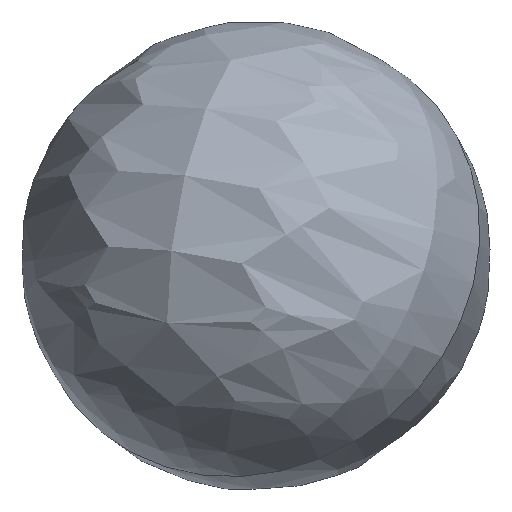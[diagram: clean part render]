
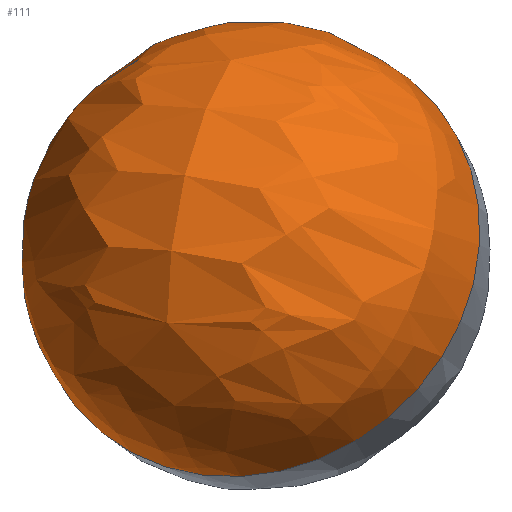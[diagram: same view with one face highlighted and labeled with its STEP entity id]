
A CAD part, isometric view. The second image highlights one B-rep face of the part: STEP entity #111.
In plain terms, the highlighted free-form (B-spline) face has degree [3, 3] with [4, 4] control points.
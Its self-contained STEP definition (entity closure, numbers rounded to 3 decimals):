
#13 =( BOUNDED_SURFACE ( )  B_SPLINE_SURFACE ( 3, 3, ( 
 ( #71, #57, #68, #82 ),
 ( #18, #103, #122, #83 ),
 ( #19, #134, #31, #70 ),
 ( #148, #77, #100, #128 ) ),
 .UNSPECIFIED., .F., .F., .F. ) 
 B_SPLINE_SURFACE_WITH_KNOTS ( ( 4, 4 ),
 ( 4, 4 ),
 ( 0., 1. ),
 ( 0., 1. ),
 .UNSPECIFIED. ) 
 GEOMETRIC_REPRESENTATION_ITEM ( )  RATIONAL_B_SPLINE_SURFACE ( (
 ( 1., 0.333, 0.333, 1.),
 ( 0.333, 0.111, 0.111, 0.333),
 ( 0.333, 0.111, 0.111, 0.333),
 ( 1., 0.333, 0.333, 1.) ) ) 
 REPRESENTATION_ITEM ( '' )  SURFACE ( )  );
#18 = CARTESIAN_POINT ( 'NONE',  ( 5.701, 21.617, 11.804 ) ) ;
#19 = CARTESIAN_POINT ( 'NONE',  ( 1.231, 19.184, 8.006 ) ) ;
#24 = CIRCLE ( 'NONE', #59, 3.175 ) ;
#31 = CARTESIAN_POINT ( 'NONE',  ( -1.163, 5.61, 19.522 ) ) ;
#39 = VERTEX_POINT ( 'NONE', #138 ) ;
#50 = CARTESIAN_POINT ( 'NONE',  ( 6., 14.623, 10.624 ) ) ;
#51 = DIRECTION ( 'NONE',  ( 0.704, 0.383, 0.598 ) ) ;
#52 = DIRECTION ( 'NONE',  ( 0.704, 0.383, 0.598 ) ) ;
#57 = CARTESIAN_POINT ( 'NONE',  ( 8.235, 15.84, 12.523 ) ) ;
#59 = AXIS2_PLACEMENT_3D ( 'NONE', #50, #115, #51 ) ;
#66 = CIRCLE ( 'NONE', #135, 3.175 ) ;
#68 = CARTESIAN_POINT ( 'NONE',  ( 8.235, 15.84, 12.523 ) ) ;
#70 = CARTESIAN_POINT ( 'NONE',  ( 6.299, 7.629, 9.445 ) ) ;
#71 = CARTESIAN_POINT ( 'NONE',  ( 8.235, 15.84, 12.523 ) ) ;
#74 = CARTESIAN_POINT ( 'NONE',  ( 6., 14.623, 10.624 ) ) ;
#77 = CARTESIAN_POINT ( 'NONE',  ( 3.765, 13.406, 8.726 ) ) ;
#79 = VERTEX_POINT ( 'NONE', #121 ) ;
#81 = FACE_OUTER_BOUND ( 'NONE', #132, .T. ) ;
#82 = CARTESIAN_POINT ( 'NONE',  ( 8.235, 15.84, 12.523 ) ) ;
#83 = CARTESIAN_POINT ( 'NONE',  ( 10.769, 10.062, 13.242 ) ) ;
#100 = CARTESIAN_POINT ( 'NONE',  ( 3.765, 13.406, 8.726 ) ) ;
#103 = CARTESIAN_POINT ( 'NONE',  ( -1.76, 19.599, 21.881 ) ) ;
#111 = ADVANCED_FACE ( 'NONE', ( #81 ), #13, .T. ) ;
#115 = DIRECTION ( 'NONE',  ( -0.588, -0.159, 0.793 ) ) ;
#118 = DIRECTION ( 'NONE',  ( 0.588, 0.159, -0.793 ) ) ;
#121 = CARTESIAN_POINT ( 'NONE',  ( 8.235, 15.84, 12.523 ) ) ;
#122 = CARTESIAN_POINT ( 'NONE',  ( 3.308, 8.044, 23.319 ) ) ;
#128 = CARTESIAN_POINT ( 'NONE',  ( 3.765, 13.406, 8.726 ) ) ;
#130 = ORIENTED_EDGE ( 'NONE', *, *, #131, .F. ) ;
#131 = EDGE_CURVE ( 'NONE', #79, #39, #66, .T. ) ;
#132 = EDGE_LOOP ( 'NONE', ( #130, #137 ) ) ;
#134 = CARTESIAN_POINT ( 'NONE',  ( -6.23, 17.166, 18.084 ) ) ;
#135 = AXIS2_PLACEMENT_3D ( 'NONE', #74, #118, #52 ) ;
#137 = ORIENTED_EDGE ( 'NONE', *, *, #142, .T. ) ;
#138 = CARTESIAN_POINT ( 'NONE',  ( 3.765, 13.406, 8.726 ) ) ;
#142 = EDGE_CURVE ( 'NONE', #79, #39, #24, .T. ) ;
#148 = CARTESIAN_POINT ( 'NONE',  ( 3.765, 13.406, 8.726 ) ) ;
